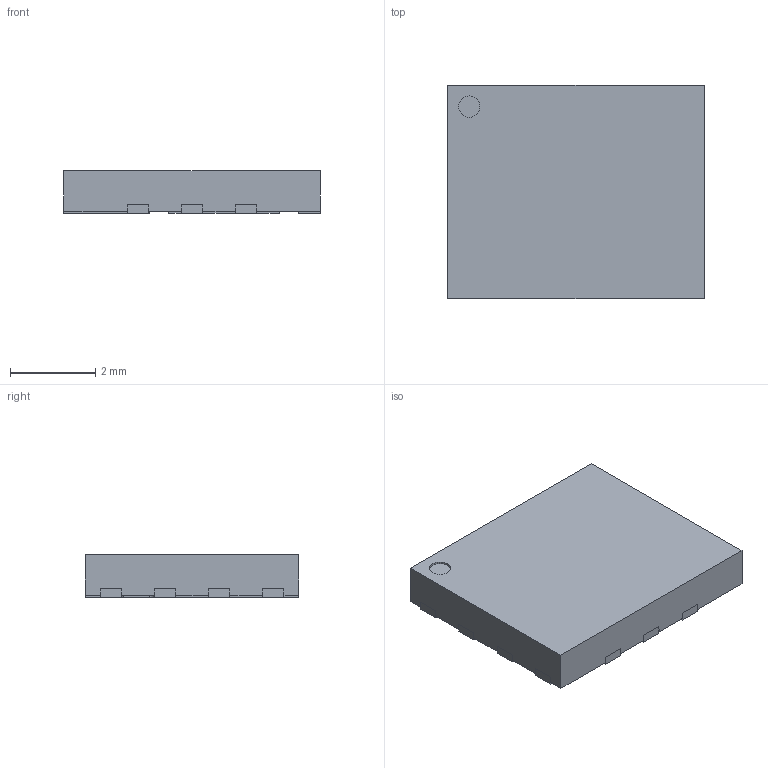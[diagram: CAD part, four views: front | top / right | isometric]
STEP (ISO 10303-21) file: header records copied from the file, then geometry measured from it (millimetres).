
FILE_DESCRIPTION((''),'2;1');
FILE_NAME('ST_POWERFLAT 5X6 ASYMMETRICAL DOUBLE ISLAND.stp','2014-11-24T10:49:35',(''),(''),'Mechanical Desktop 2011','Mechanical Desktop 2011',', , ');
FILE_SCHEMA(('AUTOMOTIVE_DESIGN { 1 2 10303 214 1 1 1 1 }'));
Length unit declared in the file: millimetre
Products named in the file (1): Product
Bounding box: 6 x 5 x 1 mm (x, y, z)
Volume: 29.5 mm3; surface area: 134.4 mm2
Topology: 6 solids, 6 shells, 155 faces, 429 edges, 289 vertices
Faces by surface type: plane 145, cylinder 10
Entity records: 4915 total; most frequent: CARTESIAN_POINT 874, ORIENTED_EDGE 852, DIRECTION 760, EDGE_CURVE 426, VECTOR 408, LINE 408, VERTEX_POINT 284, AXIS2_PLACEMENT_3D 176
